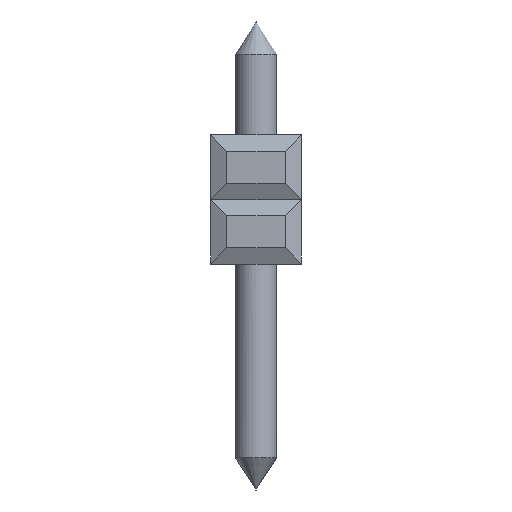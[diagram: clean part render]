
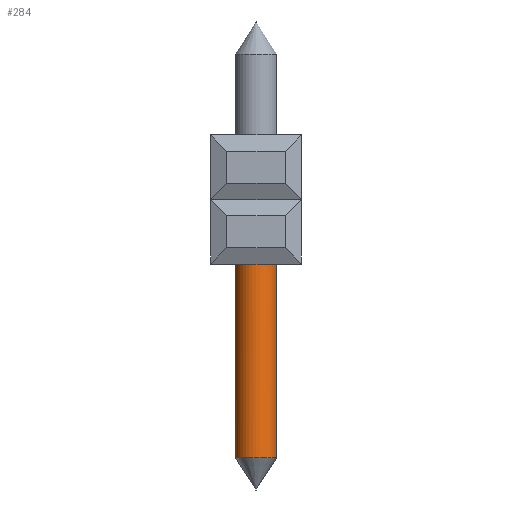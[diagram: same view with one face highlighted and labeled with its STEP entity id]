
A CAD part, left-side view. The second image highlights one B-rep face of the part: STEP entity #284.
In plain terms, the highlighted cylindrical face has radius 0.65 mm (diameter 1.3 mm), a full revolution.
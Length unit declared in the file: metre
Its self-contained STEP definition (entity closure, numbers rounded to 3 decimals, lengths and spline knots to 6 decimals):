
#284=ADVANCED_FACE('',(#815,#816),#817,.T.);
#815=FACE_OUTER_BOUND('',#1652,.T.);
#816=FACE_OUTER_BOUND('',#1653,.T.);
#817=CYLINDRICAL_SURFACE('',#1654,0.00065);
#1652=EDGE_LOOP('',(#2492));
#1653=EDGE_LOOP('',(#2493));
#1654=AXIS2_PLACEMENT_3D('',#2494,#2495,#2496);
#2492=ORIENTED_EDGE('',*,*,#4685,.F.);
#2493=ORIENTED_EDGE('',*,*,#4686,.F.);
#2494=CARTESIAN_POINT('',(0.07565,-0.03326,0.0005));
#2495=DIRECTION('',(0.0,0.,-1.0));
#2496=DIRECTION('',(-1.0,0.0,0.0));
#4685=EDGE_CURVE('',#5542,#5542,#5543,.T.);
#4686=EDGE_CURVE('',#5544,#5544,#5545,.T.);
#5542=VERTEX_POINT('',#6742);
#5543=CIRCLE('',#6743,0.00065);
#5544=VERTEX_POINT('',#6744);
#5545=CIRCLE('',#6745,0.00065);
#6742=CARTESIAN_POINT('',(0.07565,-0.03391,-0.0038));
#6743=AXIS2_PLACEMENT_3D('',#8482,#8483,#8484);
#6744=CARTESIAN_POINT('',(0.07604,-0.03274,-0.01));
#6745=AXIS2_PLACEMENT_3D('',#8485,#8486,#8487);
#8482=CARTESIAN_POINT('',(0.07565,-0.03326,-0.0038));
#8483=DIRECTION('',(0.0,0.,1.0));
#8484=DIRECTION('',(0.0,-1.0,0.));
#8485=CARTESIAN_POINT('',(0.07565,-0.03326,-0.01));
#8486=DIRECTION('',(0.,0.,-1.0));
#8487=DIRECTION('',(0.6,0.8,0.));
